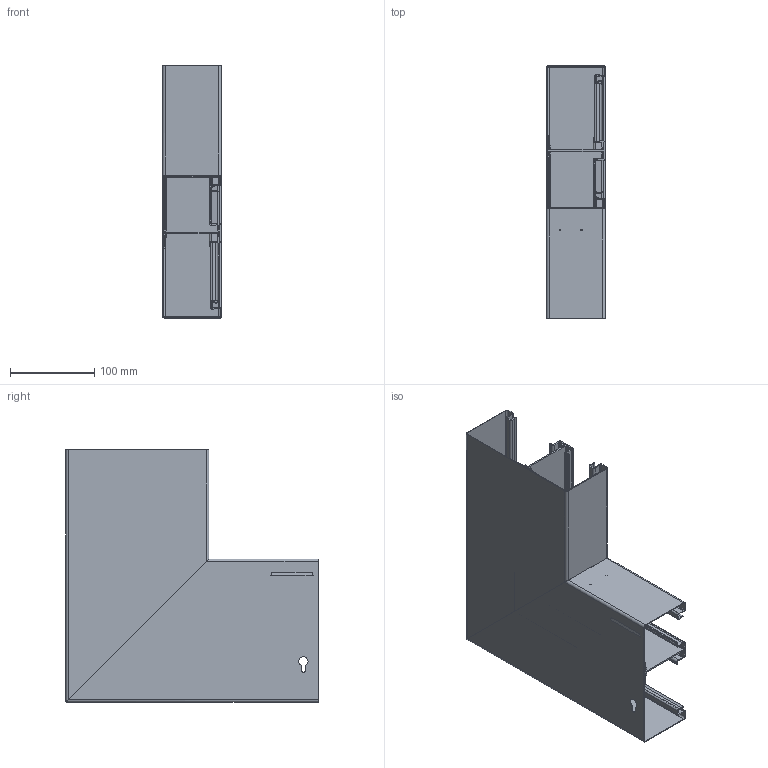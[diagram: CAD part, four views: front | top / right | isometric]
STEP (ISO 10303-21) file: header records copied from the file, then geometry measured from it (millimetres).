
FILE_DESCRIPTION (( 'STEP AP214' ), '1' );
FILE_NAME ('6278230.stp', '2016-06-02T09:57:58', ( '' ), ( '' ), 'SwSTEP 2.0', 'SolidWorks 2014', '' );
FILE_SCHEMA (( 'AUTOMOTIVE_DESIGN' ));
Length unit declared in the file: millimetre
Products named in the file (3): 014939_G剅ungsst乧k f乺 GS-DFF70170 ; 022639T1_GS-DFS70170 ; 6278230
Assembly tree (2 placements, depth 2):
  6278230
    022639T1_GS-DFS70170 
    014939_G剅ungsst乧k f乺 GS-DFF70170 
Bounding box: 70 x 299.85 x 299.85 mm (x, y, z)
Volume: 276273.3 mm3; surface area: 473790.4 mm2
Topology: 3 solids, 3 shells, 476 faces, 1168 edges, 704 vertices
Faces by surface type: plane 290, cylinder 134, bspline 44, cone 8
Entity records: 14578 total; most frequent: CARTESIAN_POINT 3800, ORIENTED_EDGE 2336, DIRECTION 2016, EDGE_CURVE 1168, VECTOR 774, LINE 774, VERTEX_POINT 704, AXIS2_PLACEMENT_3D 621
